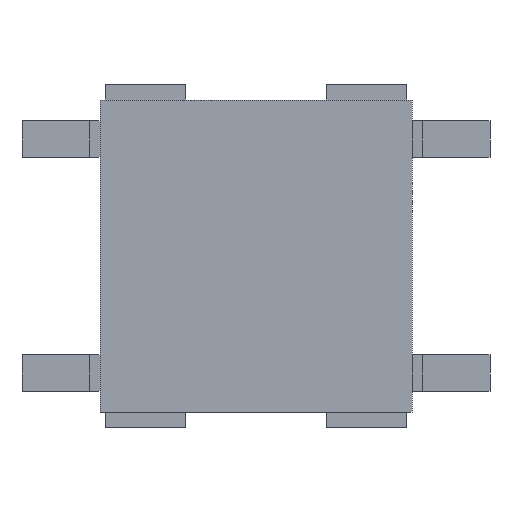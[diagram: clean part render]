
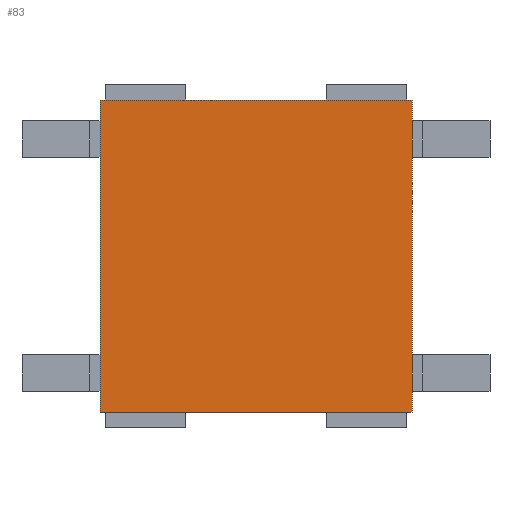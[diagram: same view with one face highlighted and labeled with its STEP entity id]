
A CAD part, front view. The second image highlights one B-rep face of the part: STEP entity #83.
In plain terms, the highlighted planar face has unit normal (0, -1, 0).
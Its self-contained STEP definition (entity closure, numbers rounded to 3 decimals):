
#83 = ADVANCED_FACE ( 'NONE', ( #1226 ), #1227, .T. ) ;
#346 = ORIENTED_EDGE ( 'NONE', *, *, #661, .F. ) ;
#366 = VERTEX_POINT ( 'NONE', #2469 ) ;
#428 = EDGE_CURVE ( 'NONE', #366, #768, #1561, .T. ) ;
#436 = VERTEX_POINT ( 'NONE', #1631 ) ;
#461 = EDGE_LOOP ( 'NONE', ( #677, #346, #509, #671 ) ) ;
#509 = ORIENTED_EDGE ( 'NONE', *, *, #585, .F. ) ;
#585 = EDGE_CURVE ( 'NONE', #1968, #436, #1245, .T. ) ;
#661 = EDGE_CURVE ( 'NONE', #436, #366, #1566, .T. ) ;
#671 = ORIENTED_EDGE ( 'NONE', *, *, #2200, .F. ) ;
#677 = ORIENTED_EDGE ( 'NONE', *, *, #428, .F. ) ;
#768 = VERTEX_POINT ( 'NONE', #2243 ) ;
#1226 = FACE_OUTER_BOUND ( 'NONE', #461, .T. ) ;
#1227 = PLANE ( 'NONE',  #1228 ) ;
#1228 = AXIS2_PLACEMENT_3D ( 'NONE', #1229, #1230, #1231 ) ;
#1229 = CARTESIAN_POINT ( 'NONE',  ( -3., 0.1, -3. ) ) ;
#1230 = DIRECTION ( 'NONE',  ( 0., -1., 0. ) ) ;
#1231 = DIRECTION ( 'NONE',  ( 0., 0., -1. ) ) ;
#1245 = LINE ( 'NONE', #1246, #1247 ) ;
#1246 = CARTESIAN_POINT ( 'NONE',  ( 3., 0.1, 3. ) ) ;
#1247 = VECTOR ( 'NONE', #1248, 1000. ) ;
#1248 = DIRECTION ( 'NONE',  ( 0., 0., -1. ) ) ;
#1561 = LINE ( 'NONE', #1562, #1563 ) ;
#1562 = CARTESIAN_POINT ( 'NONE',  ( -3., 0.1, 3. ) ) ;
#1563 = VECTOR ( 'NONE', #1564, 1000. ) ;
#1564 = DIRECTION ( 'NONE',  ( 0., 0., 1. ) ) ;
#1566 = LINE ( 'NONE', #1567, #1568 ) ;
#1567 = CARTESIAN_POINT ( 'NONE',  ( -3., 0.1, -3. ) ) ;
#1568 = VECTOR ( 'NONE', #1569, 1000. ) ;
#1569 = DIRECTION ( 'NONE',  ( -1., 0., 0. ) ) ;
#1599 = CARTESIAN_POINT ( 'NONE',  ( 3., 0.1, 3. ) ) ;
#1631 = CARTESIAN_POINT ( 'NONE',  ( 3., 0.1, -3. ) ) ;
#1780 = LINE ( 'NONE', #1781, #1782 ) ;
#1781 = CARTESIAN_POINT ( 'NONE',  ( -3., 0.1, 3. ) ) ;
#1782 = VECTOR ( 'NONE', #1783, 1000. ) ;
#1783 = DIRECTION ( 'NONE',  ( 1., 0., 0. ) ) ;
#1968 = VERTEX_POINT ( 'NONE', #1599 ) ;
#2200 = EDGE_CURVE ( 'NONE', #768, #1968, #1780, .T. ) ;
#2243 = CARTESIAN_POINT ( 'NONE',  ( -3., 0.1, 3. ) ) ;
#2469 = CARTESIAN_POINT ( 'NONE',  ( -3., 0.1, -3. ) ) ;
